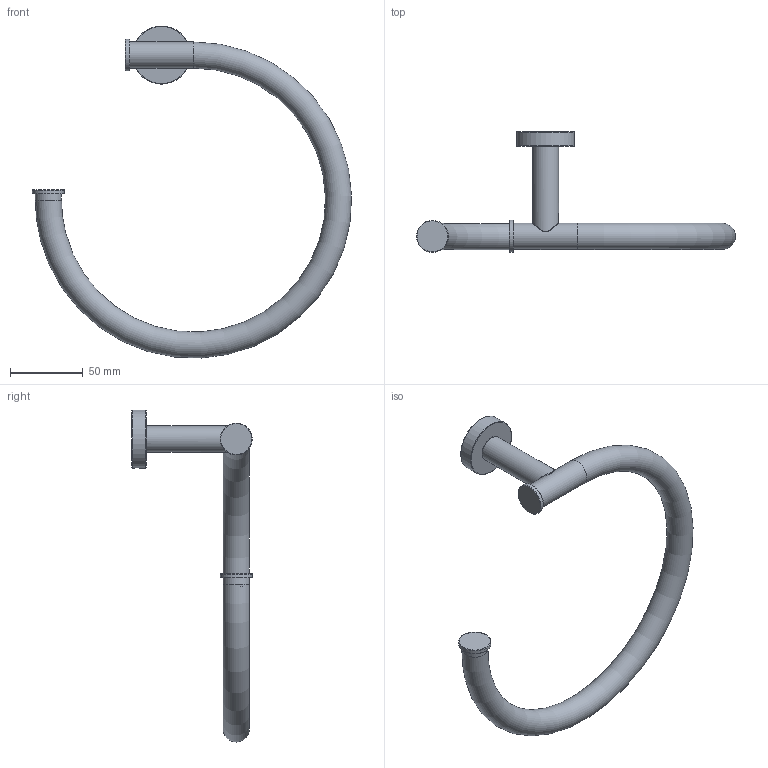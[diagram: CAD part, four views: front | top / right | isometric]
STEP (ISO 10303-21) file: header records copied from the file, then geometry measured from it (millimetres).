
FILE_DESCRIPTION(/* description */ ('Unknown'),/* implementation_level */ '2;1');
FILE_NAME(/* name */ 'CBA08',/* time_stamp */ '2016-03-15T11:19:30+01:00',/* author */ ('Unknown'),/* organization */ ('Unknown'),/* preprocessor_version */ 'ST-DEVELOPER v16.7',/* originating_system */ 'DEX',/* authorisation */ $);
FILE_SCHEMA (('AUTOMOTIVE_DESIGN {1 0 10303 214 3 1 1}'));
Length unit declared in the file: millimetre
Products named in the file (7): CBA08 REL1; ROTOLO; ROTOLO_0; ROTOLO_2; ROTOLO_3; ROTOLO_4; anello
Assembly tree (6 placements, depth 2):
  CBA08 REL1
    ROTOLO
    ROTOLO_0
    ROTOLO_2
    ROTOLO_3
    ROTOLO_4
    anello
Bounding box: 219.96 x 83 x 228.86 mm (x, y, z)
Volume: 62322.8 mm3; surface area: 66112.4 mm2
Topology: 6 solids, 6 shells, 64 faces, 142 edges, 91 vertices
Faces by surface type: cylinder 20, plane 17, bspline 11, torus 9, cone 7
Full cylindrical faces by diameter (mm): 3.242 x1, 6 x1, 6.1 x1, 14 x1, 16 x2, 17 x1, 18 x4, 22 x2, 32.2 x1, 40 x1
Entity records: 5058 total; most frequent: CARTESIAN_POINT 3663, DIRECTION 208, ORIENTED_EDGE 194, EDGE_LOOP 105, FACE_BOUND 105, AXIS2_PLACEMENT_3D 103, EDGE_CURVE 97, VERTEX_POINT 76
